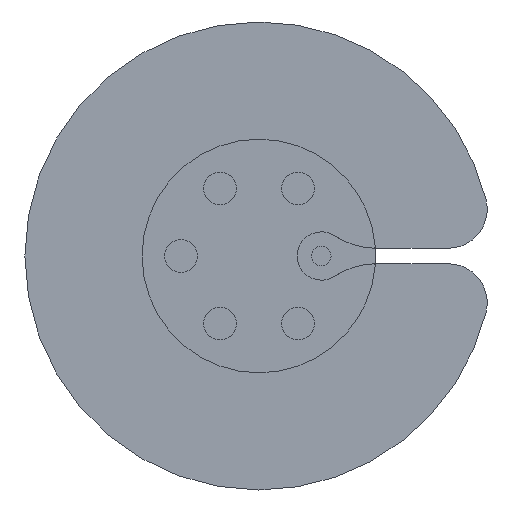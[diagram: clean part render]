
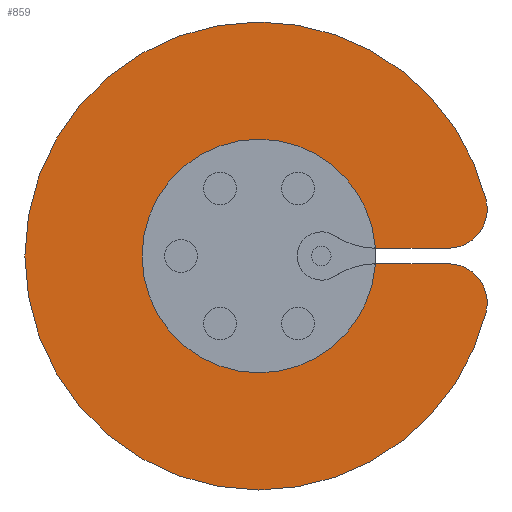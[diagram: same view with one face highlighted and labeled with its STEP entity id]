
A CAD part, front view. The second image highlights one B-rep face of the part: STEP entity #859.
In plain terms, the highlighted planar face has unit normal (0, -1, 0).
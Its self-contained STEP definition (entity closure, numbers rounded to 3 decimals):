
#3 = AXIS2_PLACEMENT_3D ( 'NONE', #945, #820, #1625 ) ;
#11 = EDGE_LOOP ( 'NONE', ( #1590, #1461, #1397, #146, #1621, #1362, #1650, #1139, #849, #187, #518, #821, #788, #360 ) ) ;
#17 = VERTEX_POINT ( 'NONE', #1179 ) ;
#19 = EDGE_CURVE ( 'NONE', #774, #527, #728, .T. ) ;
#31 = CARTESIAN_POINT ( 'NONE',  ( 0., 0., 0. ) ) ;
#75 = VERTEX_POINT ( 'NONE', #93 ) ;
#78 = DIRECTION ( 'NONE',  ( 0., 0., 1. ) ) ;
#93 = CARTESIAN_POINT ( 'NONE',  ( 15.114, 0., 1. ) ) ;
#105 = PLANE ( 'NONE',  #1600 ) ;
#123 = AXIS2_PLACEMENT_3D ( 'NONE', #1567, #1708, #592 ) ;
#146 = ORIENTED_EDGE ( 'NONE', *, *, #940, .T. ) ;
#161 = DIRECTION ( 'NONE',  ( -1., 0., 0. ) ) ;
#178 = DIRECTION ( 'NONE',  ( 0., -1., 0. ) ) ;
#182 = LINE ( 'NONE', #584, #477 ) ;
#187 = ORIENTED_EDGE ( 'NONE', *, *, #1030, .T. ) ;
#198 = DIRECTION ( 'NONE',  ( 0., 0., 1. ) ) ;
#217 = CARTESIAN_POINT ( 'NONE',  ( 0., 0., 0. ) ) ;
#218 = AXIS2_PLACEMENT_3D ( 'NONE', #588, #178, #848 ) ;
#227 = CIRCLE ( 'NONE', #123, 14.975 ) ;
#268 = EDGE_CURVE ( 'NONE', #75, #774, #182, .T. ) ;
#278 = EDGE_CURVE ( 'NONE', #1519, #527, #1192, .T. ) ;
#283 = DIRECTION ( 'NONE',  ( 0., 0., 1. ) ) ;
#339 = AXIS2_PLACEMENT_3D ( 'NONE', #1651, #968, #283 ) ;
#360 = ORIENTED_EDGE ( 'NONE', *, *, #1387, .F. ) ;
#391 = DIRECTION ( 'NONE',  ( 0., 1., 0. ) ) ;
#398 = AXIS2_PLACEMENT_3D ( 'NONE', #746, #1297, #78 ) ;
#400 = DIRECTION ( 'NONE',  ( 0., 0., 1. ) ) ;
#454 = VERTEX_POINT ( 'NONE', #668 ) ;
#477 = VECTOR ( 'NONE', #1270, 1000. ) ;
#503 = DIRECTION ( 'NONE',  ( 0., -1., 0. ) ) ;
#518 = ORIENTED_EDGE ( 'NONE', *, *, #268, .T. ) ;
#521 = CARTESIAN_POINT ( 'NONE',  ( 14.925, 0., -1.224 ) ) ;
#527 = VERTEX_POINT ( 'NONE', #942 ) ;
#545 = DIRECTION ( 'NONE',  ( 0., 0., 1. ) ) ;
#584 = CARTESIAN_POINT ( 'NONE',  ( 0., 0., 1. ) ) ;
#588 = CARTESIAN_POINT ( 'NONE',  ( 15.114, 0., 11. ) ) ;
#592 = DIRECTION ( 'NONE',  ( 0., 0., -1. ) ) ;
#614 = DIRECTION ( 'NONE',  ( 0., 0., 1. ) ) ;
#618 = AXIS2_PLACEMENT_3D ( 'NONE', #217, #1700, #198 ) ;
#619 = DIRECTION ( 'NONE',  ( 0., 1., 0. ) ) ;
#628 = VERTEX_POINT ( 'NONE', #850 ) ;
#639 = DIRECTION ( 'NONE',  ( 0., 0., 1. ) ) ;
#650 = VERTEX_POINT ( 'NONE', #1157 ) ;
#661 = EDGE_CURVE ( 'NONE', #454, #1725, #1196, .T. ) ;
#668 = CARTESIAN_POINT ( 'NONE',  ( 14.718, 0., -1.008 ) ) ;
#669 = EDGE_CURVE ( 'NONE', #1229, #1236, #227, .T. ) ;
#684 = VERTEX_POINT ( 'NONE', #1269 ) ;
#687 = AXIS2_PLACEMENT_3D ( 'NONE', #739, #1292, #1686 ) ;
#700 = EDGE_CURVE ( 'NONE', #17, #1566, #1084, .T. ) ;
#726 = CARTESIAN_POINT ( 'NONE',  ( 14.726, 0., -1.208 ) ) ;
#728 = CIRCLE ( 'NONE', #956, 5. ) ;
#739 = CARTESIAN_POINT ( 'NONE',  ( 0., 0., 0. ) ) ;
#746 = CARTESIAN_POINT ( 'NONE',  ( 0., 0., 0. ) ) ;
#750 = DIRECTION ( 'NONE',  ( 0., 0., 1. ) ) ;
#774 = VERTEX_POINT ( 'NONE', #1602 ) ;
#785 = CARTESIAN_POINT ( 'NONE',  ( 15.114, 0., -1. ) ) ;
#788 = ORIENTED_EDGE ( 'NONE', *, *, #278, .F. ) ;
#820 = DIRECTION ( 'NONE',  ( 0., -1., 0. ) ) ;
#821 = ORIENTED_EDGE ( 'NONE', *, *, #19, .T. ) ;
#848 = DIRECTION ( 'NONE',  ( 0., 0., 1. ) ) ;
#849 = ORIENTED_EDGE ( 'NONE', *, *, #870, .T. ) ;
#850 = CARTESIAN_POINT ( 'NONE',  ( 14.925, 0., 1.224 ) ) ;
#859 = ADVANCED_FACE ( 'NONE', ( #1757 ), #105, .F. ) ;
#870 = EDGE_CURVE ( 'NONE', #628, #684, #1747, .T. ) ;
#873 = AXIS2_PLACEMENT_3D ( 'NONE', #929, #1494, #400 ) ;
#878 = CARTESIAN_POINT ( 'NONE',  ( 0., 0., -30. ) ) ;
#879 = AXIS2_PLACEMENT_3D ( 'NONE', #31, #1658, #545 ) ;
#901 = CARTESIAN_POINT ( 'NONE',  ( 0., 0., 14.975 ) ) ;
#929 = CARTESIAN_POINT ( 'NONE',  ( 14.726, 0., 1.208 ) ) ;
#940 = EDGE_CURVE ( 'NONE', #1683, #454, #1111, .T. ) ;
#942 = CARTESIAN_POINT ( 'NONE',  ( 29.123, 0., 7.2 ) ) ;
#945 = CARTESIAN_POINT ( 'NONE',  ( 0., 0., 0. ) ) ;
#956 = AXIS2_PLACEMENT_3D ( 'NONE', #1608, #503, #614 ) ;
#968 = DIRECTION ( 'NONE',  ( 0., -1., 0. ) ) ;
#985 = EDGE_CURVE ( 'NONE', #650, #1683, #1389, .T. ) ;
#1016 = DIRECTION ( 'NONE',  ( 0., 0., 1. ) ) ;
#1030 = EDGE_CURVE ( 'NONE', #684, #75, #1182, .T. ) ;
#1032 = CARTESIAN_POINT ( 'NONE',  ( 0., 0., -14.975 ) ) ;
#1036 = CARTESIAN_POINT ( 'NONE',  ( 0., 0., 0. ) ) ;
#1084 = CIRCLE ( 'NONE', #398, 30. ) ;
#1103 = CARTESIAN_POINT ( 'NONE',  ( 0., 0., -1. ) ) ;
#1111 = CIRCLE ( 'NONE', #339, 10. ) ;
#1139 = ORIENTED_EDGE ( 'NONE', *, *, #1498, .F. ) ;
#1157 = CARTESIAN_POINT ( 'NONE',  ( 24.269, 0., -1. ) ) ;
#1179 = CARTESIAN_POINT ( 'NONE',  ( 29.123, 0., -7.2 ) ) ;
#1182 = CIRCLE ( 'NONE', #218, 10. ) ;
#1192 = CIRCLE ( 'NONE', #618, 30. ) ;
#1196 = CIRCLE ( 'NONE', #1515, 0.2 ) ;
#1203 = CIRCLE ( 'NONE', #879, 30. ) ;
#1229 = VERTEX_POINT ( 'NONE', #901 ) ;
#1236 = VERTEX_POINT ( 'NONE', #1032 ) ;
#1242 = CIRCLE ( 'NONE', #3, 14.975 ) ;
#1263 = AXIS2_PLACEMENT_3D ( 'NONE', #1578, #1437, #750 ) ;
#1269 = CARTESIAN_POINT ( 'NONE',  ( 14.718, 0., 1.008 ) ) ;
#1270 = DIRECTION ( 'NONE',  ( 1., 0., 0. ) ) ;
#1292 = DIRECTION ( 'NONE',  ( 0., -1., 0. ) ) ;
#1297 = DIRECTION ( 'NONE',  ( 0., 1., 0. ) ) ;
#1322 = EDGE_CURVE ( 'NONE', #1236, #1725, #1242, .T. ) ;
#1362 = ORIENTED_EDGE ( 'NONE', *, *, #1322, .F. ) ;
#1387 = EDGE_CURVE ( 'NONE', #1566, #1519, #1203, .T. ) ;
#1389 = LINE ( 'NONE', #1103, #1619 ) ;
#1397 = ORIENTED_EDGE ( 'NONE', *, *, #985, .T. ) ;
#1437 = DIRECTION ( 'NONE',  ( 0., -1., 0. ) ) ;
#1461 = ORIENTED_EDGE ( 'NONE', *, *, #1606, .T. ) ;
#1494 = DIRECTION ( 'NONE',  ( 0., 1., 0. ) ) ;
#1498 = EDGE_CURVE ( 'NONE', #628, #1229, #1754, .T. ) ;
#1515 = AXIS2_PLACEMENT_3D ( 'NONE', #726, #619, #1016 ) ;
#1519 = VERTEX_POINT ( 'NONE', #1533 ) ;
#1523 = CIRCLE ( 'NONE', #1263, 5. ) ;
#1533 = CARTESIAN_POINT ( 'NONE',  ( 0., 0., 30. ) ) ;
#1566 = VERTEX_POINT ( 'NONE', #878 ) ;
#1567 = CARTESIAN_POINT ( 'NONE',  ( 0., 0., 0. ) ) ;
#1578 = CARTESIAN_POINT ( 'NONE',  ( 24.269, 0., -6. ) ) ;
#1590 = ORIENTED_EDGE ( 'NONE', *, *, #700, .F. ) ;
#1600 = AXIS2_PLACEMENT_3D ( 'NONE', #1036, #391, #639 ) ;
#1602 = CARTESIAN_POINT ( 'NONE',  ( 24.269, 0., 1. ) ) ;
#1606 = EDGE_CURVE ( 'NONE', #17, #650, #1523, .T. ) ;
#1608 = CARTESIAN_POINT ( 'NONE',  ( 24.269, 0., 6. ) ) ;
#1619 = VECTOR ( 'NONE', #161, 1000. ) ;
#1621 = ORIENTED_EDGE ( 'NONE', *, *, #661, .T. ) ;
#1625 = DIRECTION ( 'NONE',  ( 0., 0., -1. ) ) ;
#1650 = ORIENTED_EDGE ( 'NONE', *, *, #669, .F. ) ;
#1651 = CARTESIAN_POINT ( 'NONE',  ( 15.114, 0., -11. ) ) ;
#1658 = DIRECTION ( 'NONE',  ( 0., 1., 0. ) ) ;
#1683 = VERTEX_POINT ( 'NONE', #785 ) ;
#1686 = DIRECTION ( 'NONE',  ( 0., 0., -1. ) ) ;
#1700 = DIRECTION ( 'NONE',  ( 0., 1., 0. ) ) ;
#1708 = DIRECTION ( 'NONE',  ( 0., -1., 0. ) ) ;
#1725 = VERTEX_POINT ( 'NONE', #521 ) ;
#1747 = CIRCLE ( 'NONE', #873, 0.2 ) ;
#1754 = CIRCLE ( 'NONE', #687, 14.975 ) ;
#1757 = FACE_OUTER_BOUND ( 'NONE', #11, .T. ) ;
